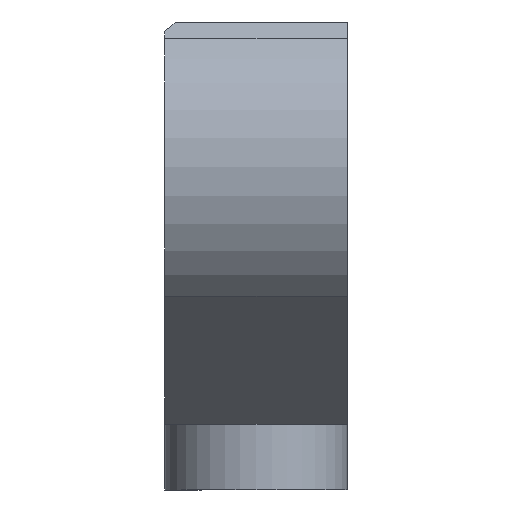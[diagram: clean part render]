
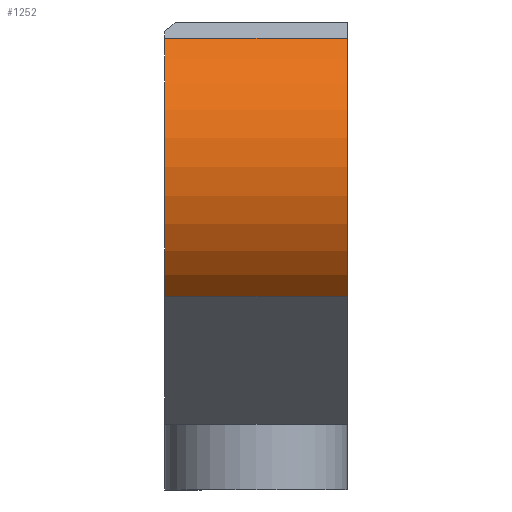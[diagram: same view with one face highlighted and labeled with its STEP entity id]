
A CAD part, left-side view. The second image highlights one B-rep face of the part: STEP entity #1252.
In plain terms, the highlighted cylindrical face has radius 4.634 mm (diameter 9.269 mm), a partial arc.
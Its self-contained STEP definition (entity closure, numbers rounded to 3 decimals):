
#32 = PLANE('',#33);
#33 = AXIS2_PLACEMENT_3D('',#34,#35,#36);
#34 = CARTESIAN_POINT('',(0.,7.,-4.5));
#35 = DIRECTION('',(0.,-1.,0.));
#36 = DIRECTION('',(0.,0.,-1.));
#57 = VERTEX_POINT('',#58);
#58 = CARTESIAN_POINT('',(-7.979,7.,0.55));
#71 = PLANE('',#72);
#72 = AXIS2_PLACEMENT_3D('',#73,#74,#75);
#73 = CARTESIAN_POINT('',(-7.443,0.,1.));
#74 = DIRECTION('',(-0.643,0.,0.766));
#75 = DIRECTION('',(-0.766,0.,-0.643)
  );
#82 = EDGE_CURVE('',#57,#83,#85,.T.);
#83 = VERTEX_POINT('',#84);
#84 = CARTESIAN_POINT('',(-8.036,7.,-6.502));
#85 = SURFACE_CURVE('',#86,(#91,#98),.PCURVE_S1.);
#86 = CIRCLE('',#87,4.634);
#87 = AXIS2_PLACEMENT_3D('',#88,#89,#90);
#88 = CARTESIAN_POINT('',(-5.,7.,-3.));
#89 = DIRECTION('',(0.,-1.,0.));
#90 = DIRECTION('',(-1.,0.,0.));
#91 = PCURVE('',#32,#92);
#92 = DEFINITIONAL_REPRESENTATION('',(#93),#97);
#93 = CIRCLE('',#94,4.634);
#94 = AXIS2_PLACEMENT_2D('',#95,#96);
#95 = CARTESIAN_POINT('',(-1.5,-5.));
#96 = DIRECTION('',(-0.,-1.));
#97 = ( GEOMETRIC_REPRESENTATION_CONTEXT(2) 
PARAMETRIC_REPRESENTATION_CONTEXT() REPRESENTATION_CONTEXT('2D SPACE',''
  ) );
#98 = PCURVE('',#99,#104);
#99 = CYLINDRICAL_SURFACE('',#100,4.634);
#100 = AXIS2_PLACEMENT_3D('',#101,#102,#103);
#101 = CARTESIAN_POINT('',(-5.,0.,-3.));
#102 = DIRECTION('',(0.,-1.,0.));
#103 = DIRECTION('',(-1.,0.,0.));
#104 = DEFINITIONAL_REPRESENTATION('',(#105),#109);
#105 = LINE('',#106,#107);
#106 = CARTESIAN_POINT('',(0.,-7.));
#107 = VECTOR('',#108,1.);
#108 = DIRECTION('',(1.,0.));
#109 = ( GEOMETRIC_REPRESENTATION_CONTEXT(2) 
PARAMETRIC_REPRESENTATION_CONTEXT() REPRESENTATION_CONTEXT('2D SPACE',''
  ) );
#126 = PLANE('',#127);
#127 = AXIS2_PLACEMENT_3D('',#128,#129,#130);
#128 = CARTESIAN_POINT('',(-4.,0.,-10.));
#129 = DIRECTION('',(0.655,0.,0.756));
#130 = DIRECTION('',(-0.756,0.,0.655)
  );
#912 = PLANE('',#913);
#913 = AXIS2_PLACEMENT_3D('',#914,#915,#916);
#914 = CARTESIAN_POINT('',(0.,12.,-4.5));
#915 = DIRECTION('',(0.,1.,0.));
#916 = DIRECTION('',(0.,0.,1.));
#1212 = VERTEX_POINT('',#1213);
#1213 = CARTESIAN_POINT('',(-8.036,12.,-6.502));
#1232 = EDGE_CURVE('',#83,#1212,#1233,.T.);
#1233 = SURFACE_CURVE('',#1234,(#1238,#1245),.PCURVE_S1.);
#1234 = LINE('',#1235,#1236);
#1235 = CARTESIAN_POINT('',(-8.036,0.,
    -6.502));
#1236 = VECTOR('',#1237,1.);
#1237 = DIRECTION('',(0.,1.,0.));
#1238 = PCURVE('',#126,#1239);
#1239 = DEFINITIONAL_REPRESENTATION('',(#1240),#1244);
#1240 = LINE('',#1241,#1242);
#1241 = CARTESIAN_POINT('',(5.341,0.));
#1242 = VECTOR('',#1243,1.);
#1243 = DIRECTION('',(0.,-1.));
#1244 = ( GEOMETRIC_REPRESENTATION_CONTEXT(2) 
PARAMETRIC_REPRESENTATION_CONTEXT() REPRESENTATION_CONTEXT('2D SPACE',''
  ) );
#1245 = PCURVE('',#99,#1246);
#1246 = DEFINITIONAL_REPRESENTATION('',(#1247),#1251);
#1247 = LINE('',#1248,#1249);
#1248 = CARTESIAN_POINT('',(7.14,0.));
#1249 = VECTOR('',#1250,1.);
#1250 = DIRECTION('',(0.,-1.));
#1251 = ( GEOMETRIC_REPRESENTATION_CONTEXT(2) 
PARAMETRIC_REPRESENTATION_CONTEXT() REPRESENTATION_CONTEXT('2D SPACE',''
  ) );
#1252 = ADVANCED_FACE('',(#1253),#99,.T.);
#1253 = FACE_BOUND('',#1254,.T.);
#1254 = EDGE_LOOP('',(#1255,#1256,#1279,#1305));
#1255 = ORIENTED_EDGE('',*,*,#82,.F.);
#1256 = ORIENTED_EDGE('',*,*,#1257,.T.);
#1257 = EDGE_CURVE('',#57,#1258,#1260,.T.);
#1258 = VERTEX_POINT('',#1259);
#1259 = CARTESIAN_POINT('',(-7.979,12.,0.55));
#1260 = SURFACE_CURVE('',#1261,(#1265,#1272),.PCURVE_S1.);
#1261 = LINE('',#1262,#1263);
#1262 = CARTESIAN_POINT('',(-7.979,0.,
    0.55));
#1263 = VECTOR('',#1264,1.);
#1264 = DIRECTION('',(0.,1.,0.));
#1265 = PCURVE('',#99,#1266);
#1266 = DEFINITIONAL_REPRESENTATION('',(#1267),#1271);
#1267 = LINE('',#1268,#1269);
#1268 = CARTESIAN_POINT('',(5.411,0.));
#1269 = VECTOR('',#1270,1.);
#1270 = DIRECTION('',(0.,-1.));
#1271 = ( GEOMETRIC_REPRESENTATION_CONTEXT(2) 
PARAMETRIC_REPRESENTATION_CONTEXT() REPRESENTATION_CONTEXT('2D SPACE',''
  ) );
#1272 = PCURVE('',#71,#1273);
#1273 = DEFINITIONAL_REPRESENTATION('',(#1274),#1278);
#1274 = LINE('',#1275,#1276);
#1275 = CARTESIAN_POINT('',(0.7,0.));
#1276 = VECTOR('',#1277,1.);
#1277 = DIRECTION('',(0.,-1.));
#1278 = ( GEOMETRIC_REPRESENTATION_CONTEXT(2) 
PARAMETRIC_REPRESENTATION_CONTEXT() REPRESENTATION_CONTEXT('2D SPACE',''
  ) );
#1279 = ORIENTED_EDGE('',*,*,#1280,.T.);
#1280 = EDGE_CURVE('',#1258,#1212,#1281,.T.);
#1281 = SURFACE_CURVE('',#1282,(#1287,#1294),.PCURVE_S1.);
#1282 = CIRCLE('',#1283,4.634);
#1283 = AXIS2_PLACEMENT_3D('',#1284,#1285,#1286);
#1284 = CARTESIAN_POINT('',(-5.,12.,-3.));
#1285 = DIRECTION('',(0.,-1.,0.));
#1286 = DIRECTION('',(-1.,0.,0.));
#1287 = PCURVE('',#99,#1288);
#1288 = DEFINITIONAL_REPRESENTATION('',(#1289),#1293);
#1289 = LINE('',#1290,#1291);
#1290 = CARTESIAN_POINT('',(0.,-12.));
#1291 = VECTOR('',#1292,1.);
#1292 = DIRECTION('',(1.,0.));
#1293 = ( GEOMETRIC_REPRESENTATION_CONTEXT(2) 
PARAMETRIC_REPRESENTATION_CONTEXT() REPRESENTATION_CONTEXT('2D SPACE',''
  ) );
#1294 = PCURVE('',#912,#1295);
#1295 = DEFINITIONAL_REPRESENTATION('',(#1296),#1304);
#1296 = ( BOUNDED_CURVE() B_SPLINE_CURVE(2,(#1297,#1298,#1299,#1300,
#1301,#1302,#1303),.UNSPECIFIED.,.T.,.F.) B_SPLINE_CURVE_WITH_KNOTS((1,2
    ,2,2,2,1),(-2.094,0.,2.094,4.189,
6.283,8.378),.UNSPECIFIED.) CURVE() 
GEOMETRIC_REPRESENTATION_ITEM() RATIONAL_B_SPLINE_CURVE((1.,0.5,1.,0.5,
1.,0.5,1.)) REPRESENTATION_ITEM('') );
#1297 = CARTESIAN_POINT('',(1.5,-9.634));
#1298 = CARTESIAN_POINT('',(-6.527,-9.634));
#1299 = CARTESIAN_POINT('',(-2.513,-2.683));
#1300 = CARTESIAN_POINT('',(1.5,4.269));
#1301 = CARTESIAN_POINT('',(5.513,-2.683));
#1302 = CARTESIAN_POINT('',(9.527,-9.634));
#1303 = CARTESIAN_POINT('',(1.5,-9.634));
#1304 = ( GEOMETRIC_REPRESENTATION_CONTEXT(2) 
PARAMETRIC_REPRESENTATION_CONTEXT() REPRESENTATION_CONTEXT('2D SPACE',''
  ) );
#1305 = ORIENTED_EDGE('',*,*,#1232,.F.);
